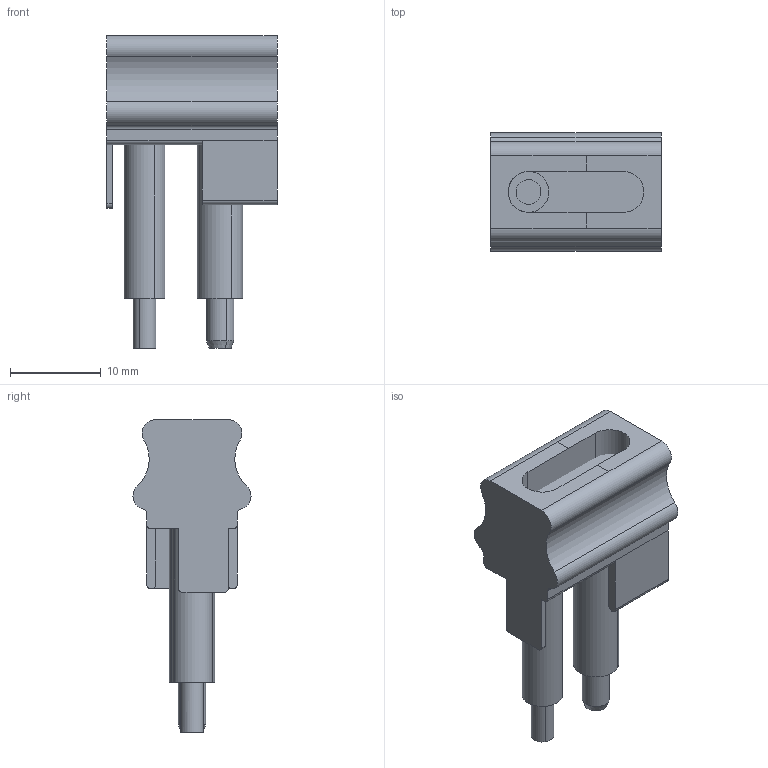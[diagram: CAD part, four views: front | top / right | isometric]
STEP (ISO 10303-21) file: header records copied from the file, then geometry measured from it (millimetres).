
FILE_DESCRIPTION(('CATIA V5 STEP Exchange','CAx-IF Rec.Pracs.--- Model Styling and Organization---1.4--- 2014-01-23'),'2;1');
FILE_NAME ('005566-2_1', '2022-09-23T05:55:15+00:00', ('none'), ('Weidmueller'), 'CATIA Version 5-6 Release 2016 SP3 HF44', 'CATIA V5 STEP AP214', 'none');
FILE_SCHEMA(('AUTOMOTIVE_DESIGN { 1 0 10303 214 1 1 1 1 }'));
Length unit declared in the file: millimetre
Products named in the file (1): WQV 16N-2.5
Bounding box: 18.75 x 13 x 34.4 mm (x, y, z)
Volume: 3381.9 mm3; surface area: 4177.6 mm2
Topology: 7 solids, 7 shells, 110 faces, 260 edges, 166 vertices
Faces by surface type: plane 52, cylinder 40, cone 18
Entity records: 3022 total; most frequent: CARTESIAN_POINT 559, ORIENTED_EDGE 520, DIRECTION 423, EDGE_CURVE 260, AXIS2_PLACEMENT_3D 188, VERTEX_POINT 166, VECTOR 150, LINE 150
